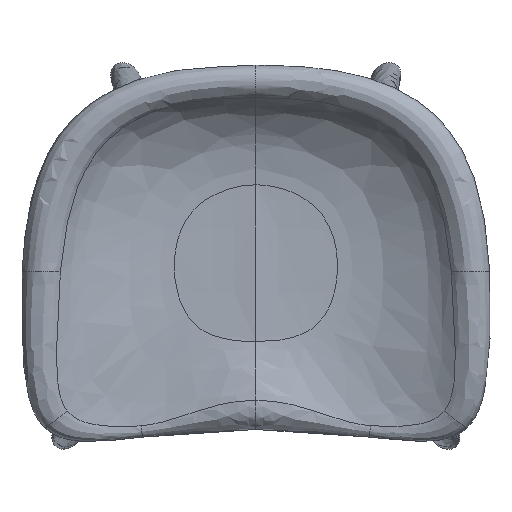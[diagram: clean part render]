
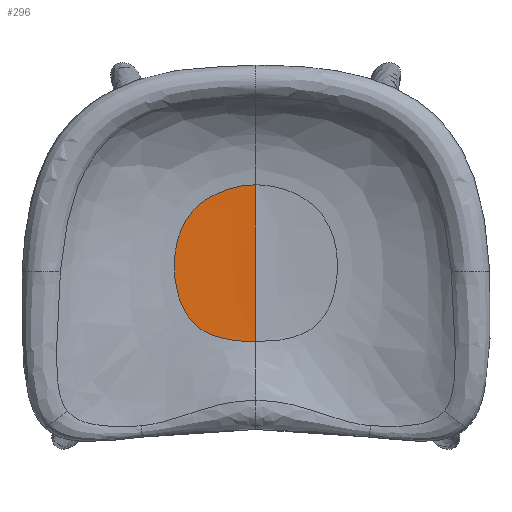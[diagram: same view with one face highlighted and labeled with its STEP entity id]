
A CAD part, top view. The second image highlights one B-rep face of the part: STEP entity #296.
In plain terms, the highlighted free-form (B-spline) face has degree [3, 3] with [7, 12] control points.
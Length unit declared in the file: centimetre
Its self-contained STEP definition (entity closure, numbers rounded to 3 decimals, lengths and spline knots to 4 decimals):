
#40=B_SPLINE_CURVE_WITH_KNOTS('',3,(#4539,#4540,#4541,#4542,#4543,#4544,
#4545,#4546,#4547,#4548,#4549,#4550),.UNSPECIFIED.,.F.,.F.,(4,1,1,1,1,1,
1,1,1,4),(-1.,-0.9365,-0.7742,-0.612,-0.4497,
-0.2875,-0.2064,-0.1252,-0.0441,0.),
 .UNSPECIFIED.);
#53=B_SPLINE_CURVE_WITH_KNOTS('',3,(#4731,#4732,#4733,#4734,#4735,#4736,
#4737,#4738,#4739,#4740,#4741,#4742,#4743,#4744,#4745,#4746,#4747,#4748,
#4749,#4750,#4751,#4752,#4753,#4754,#4755,#4756,#4757,#4758),
 .UNSPECIFIED.,.F.,.F.,(4,1,1,1,1,1,1,1,1,1,1,1,1,1,1,1,1,1,1,1,1,1,1,1,
1,4),(-1.,-0.96,-0.92,-0.88,-0.84,-0.8,-0.76,-0.72,-0.68,-0.64,-0.6,-0.56,
-0.52,-0.48,-0.44,-0.4,-0.36,-0.32,-0.28,-0.24,-0.2,-0.16,-0.12,-0.08,-0.04,
0.),.UNSPECIFIED.);
#113=B_SPLINE_SURFACE_WITH_KNOTS('',3,3,((#1482,#1483,#1484,#1485,#1486,
#1487,#1488,#1489,#1490,#1491,#1492,#1493),(#1494,#1495,#1496,#1497,#1498,
#1499,#1500,#1501,#1502,#1503,#1504,#1505),(#1506,#1507,#1508,#1509,#1510,
#1511,#1512,#1513,#1514,#1515,#1516,#1517),(#1518,#1519,#1520,#1521,#1522,
#1523,#1524,#1525,#1526,#1527,#1528,#1529),(#1530,#1531,#1532,#1533,#1534,
#1535,#1536,#1537,#1538,#1539,#1540,#1541),(#1542,#1543,#1544,#1545,#1546,
#1547,#1548,#1549,#1550,#1551,#1552,#1553),(#1554,#1555,#1556,#1557,#1558,
#1559,#1560,#1561,#1562,#1563,#1564,#1565)),.UNSPECIFIED.,.F.,.F.,.F.,(4,
1,1,1,4),(4,1,1,1,1,1,1,1,1,4),(0.0763,0.25,0.5,0.75,1.0127),
(0.0549,0.1,0.2,0.3,0.4,0.5,0.55,0.6,0.65,0.6836),
 .UNSPECIFIED.);
#296=ADVANCED_FACE('',(#362),#113,.T.);
#362=FACE_OUTER_BOUND('',#428,.T.);
#428=EDGE_LOOP('',(#517,#518));
#517=ORIENTED_EDGE('',*,*,#743,.T.);
#518=ORIENTED_EDGE('',*,*,#730,.T.);
#730=EDGE_CURVE('',#886,#885,#40,.T.);
#743=EDGE_CURVE('',#885,#886,#53,.T.);
#885=VERTEX_POINT('',#4399);
#886=VERTEX_POINT('',#4400);
#1482=CARTESIAN_POINT('',(11.2862,9.0672,76.6686));
#1483=CARTESIAN_POINT('',(11.2819,9.2046,76.6682));
#1484=CARTESIAN_POINT('',(11.2701,9.6976,76.6681));
#1485=CARTESIAN_POINT('',(11.2573,10.9137,76.6717));
#1486=CARTESIAN_POINT('',(11.2457,13.2745,76.6768));
#1487=CARTESIAN_POINT('',(11.2396,16.2286,76.7006));
#1488=CARTESIAN_POINT('',(11.242,18.7077,76.748));
#1489=CARTESIAN_POINT('',(11.2478,20.435,76.7967));
#1490=CARTESIAN_POINT('',(11.2538,21.5639,76.8372));
#1491=CARTESIAN_POINT('',(11.2609,22.4093,76.8776));
#1492=CARTESIAN_POINT('',(11.2666,22.8659,76.9071));
#1493=CARTESIAN_POINT('',(11.2693,23.0411,76.9203));
#1494=CARTESIAN_POINT('',(11.7836,9.0397,76.6554));
#1495=CARTESIAN_POINT('',(11.7798,9.1777,76.6541));
#1496=CARTESIAN_POINT('',(11.7693,9.6729,76.652));
#1497=CARTESIAN_POINT('',(11.7578,10.8945,76.6522));
#1498=CARTESIAN_POINT('',(11.7473,13.2659,76.6534));
#1499=CARTESIAN_POINT('',(11.7418,16.2332,76.674));
#1500=CARTESIAN_POINT('',(11.7438,18.7235,76.7192));
#1501=CARTESIAN_POINT('',(11.7488,20.4584,76.7667));
#1502=CARTESIAN_POINT('',(11.7541,21.5924,76.8066));
#1503=CARTESIAN_POINT('',(11.7604,22.4416,76.8467));
#1504=CARTESIAN_POINT('',(11.7654,22.9003,76.8762));
#1505=CARTESIAN_POINT('',(11.7678,23.0763,76.8894));
#1506=CARTESIAN_POINT('',(12.9968,8.9726,76.6424));
#1507=CARTESIAN_POINT('',(12.994,9.1121,76.6384));
#1508=CARTESIAN_POINT('',(12.9863,9.6127,76.6285));
#1509=CARTESIAN_POINT('',(12.9777,10.8476,76.6188));
#1510=CARTESIAN_POINT('',(12.9698,13.2448,76.6101));
#1511=CARTESIAN_POINT('',(12.9654,16.2443,76.6227));
#1512=CARTESIAN_POINT('',(12.9666,18.7617,76.6628));
#1513=CARTESIAN_POINT('',(12.9701,20.5156,76.7074));
#1514=CARTESIAN_POINT('',(12.9738,21.6619,76.7458));
#1515=CARTESIAN_POINT('',(12.9783,22.5204,76.7852));
#1516=CARTESIAN_POINT('',(12.9819,22.984,76.8145));
#1517=CARTESIAN_POINT('',(12.9836,23.1619,76.8276));
#1518=CARTESIAN_POINT('',(14.9058,8.8663,76.6766));
#1519=CARTESIAN_POINT('',(14.9042,9.0081,76.6659));
#1520=CARTESIAN_POINT('',(14.8998,9.5172,76.6368));
#1521=CARTESIAN_POINT('',(14.895,10.7732,76.6073));
#1522=CARTESIAN_POINT('',(14.8903,13.2111,76.5831));
#1523=CARTESIAN_POINT('',(14.8876,16.2616,76.583));
#1524=CARTESIAN_POINT('',(14.888,18.8218,76.615));
#1525=CARTESIAN_POINT('',(14.8898,20.6054,76.6549));
#1526=CARTESIAN_POINT('',(14.8917,21.7712,76.6909));
#1527=CARTESIAN_POINT('',(14.8942,22.6443,76.729));
#1528=CARTESIAN_POINT('',(14.8961,23.1158,76.758));
#1529=CARTESIAN_POINT('',(14.8971,23.2968,76.7711));
#1530=CARTESIAN_POINT('',(17.0169,8.7588,76.7412));
#1531=CARTESIAN_POINT('',(17.0163,8.903,76.7238));
#1532=CARTESIAN_POINT('',(17.0146,9.4207,76.6751));
#1533=CARTESIAN_POINT('',(17.0127,10.6977,76.6255));
#1534=CARTESIAN_POINT('',(17.0109,13.1767,76.5858));
#1535=CARTESIAN_POINT('',(17.0098,16.2786,76.573));
#1536=CARTESIAN_POINT('',(17.0099,18.8819,76.5968));
#1537=CARTESIAN_POINT('',(17.0105,20.6955,76.632));
#1538=CARTESIAN_POINT('',(17.0113,21.881,76.6654));
#1539=CARTESIAN_POINT('',(17.0122,22.7687,76.7022));
#1540=CARTESIAN_POINT('',(17.0129,23.2482,76.7309));
#1541=CARTESIAN_POINT('',(17.0133,23.4322,76.7439));
#1542=CARTESIAN_POINT('',(18.3958,8.7197,76.7672));
#1543=CARTESIAN_POINT('',(18.3957,8.8648,76.7479));
#1544=CARTESIAN_POINT('',(18.3952,9.3856,76.6942));
#1545=CARTESIAN_POINT('',(18.3947,10.6703,76.6386));
#1546=CARTESIAN_POINT('',(18.3942,13.1641,76.5933));
#1547=CARTESIAN_POINT('',(18.394,16.2846,76.576));
#1548=CARTESIAN_POINT('',(18.394,18.9035,76.5968));
#1549=CARTESIAN_POINT('',(18.3942,20.728,76.6303));
#1550=CARTESIAN_POINT('',(18.3944,21.9205,76.6628));
#1551=CARTESIAN_POINT('',(18.3947,22.8136,76.6991));
#1552=CARTESIAN_POINT('',(18.3949,23.2959,76.7277));
#1553=CARTESIAN_POINT('',(18.395,23.481,76.7407));
#1554=CARTESIAN_POINT('',(19.0933,8.7218,76.7658));
#1555=CARTESIAN_POINT('',(19.0933,8.8669,76.7466));
#1556=CARTESIAN_POINT('',(19.0934,9.3875,76.6931));
#1557=CARTESIAN_POINT('',(19.0935,10.6718,76.6379));
#1558=CARTESIAN_POINT('',(19.0936,13.1648,76.5929));
#1559=CARTESIAN_POINT('',(19.0936,16.2843,76.5759));
#1560=CARTESIAN_POINT('',(19.0936,18.9023,76.5968));
#1561=CARTESIAN_POINT('',(19.0936,20.7262,76.6304));
#1562=CARTESIAN_POINT('',(19.0935,21.9184,76.6629));
#1563=CARTESIAN_POINT('',(19.0935,22.8112,76.6993));
#1564=CARTESIAN_POINT('',(19.0934,23.2933,76.7278));
#1565=CARTESIAN_POINT('',(19.0934,23.4784,76.7409));
#4399=CARTESIAN_POINT('',(18.9922,23.3711,76.7335));
#4400=CARTESIAN_POINT('',(18.9922,8.7801,76.7584));
#4539=CARTESIAN_POINT('',(18.9922,8.7801,76.7584));
#4540=CARTESIAN_POINT('',(18.9922,8.91,76.7423));
#4541=CARTESIAN_POINT('',(18.9922,9.4185,76.6919));
#4542=CARTESIAN_POINT('',(18.9922,10.6717,76.638));
#4543=CARTESIAN_POINT('',(18.9922,13.1647,76.593));
#4544=CARTESIAN_POINT('',(18.9922,16.2843,76.5759));
#4545=CARTESIAN_POINT('',(18.9922,18.9024,76.5968));
#4546=CARTESIAN_POINT('',(18.9922,20.7264,76.6304));
#4547=CARTESIAN_POINT('',(18.9922,21.9185,76.6629));
#4548=CARTESIAN_POINT('',(18.9922,22.7682,76.6975));
#4549=CARTESIAN_POINT('',(18.9922,23.2186,76.7235));
#4550=CARTESIAN_POINT('',(18.9922,23.3711,76.7335));
#4731=CARTESIAN_POINT('',(18.9922,23.3711,76.7335));
#4732=CARTESIAN_POINT('',(18.5345,23.3699,76.7335));
#4733=CARTESIAN_POINT('',(17.6043,23.2895,76.7314));
#4734=CARTESIAN_POINT('',(16.3336,22.9565,76.7247));
#4735=CARTESIAN_POINT('',(15.14,22.4784,76.7209));
#4736=CARTESIAN_POINT('',(14.0504,21.8236,76.7211));
#4737=CARTESIAN_POINT('',(13.3181,21.1777,76.7224));
#4738=CARTESIAN_POINT('',(12.7363,20.446,76.722));
#4739=CARTESIAN_POINT('',(12.2625,19.6973,76.722));
#4740=CARTESIAN_POINT('',(11.8807,18.848,76.7198));
#4741=CARTESIAN_POINT('',(11.6758,18.1207,76.7147));
#4742=CARTESIAN_POINT('',(11.4723,17.1764,76.7077));
#4743=CARTESIAN_POINT('',(11.3948,16.134,76.6961));
#4744=CARTESIAN_POINT('',(11.3965,14.9296,76.683));
#4745=CARTESIAN_POINT('',(11.5708,13.9547,76.6678));
#4746=CARTESIAN_POINT('',(11.8113,12.8188,76.6536));
#4747=CARTESIAN_POINT('',(12.1283,12.0991,76.6422));
#4748=CARTESIAN_POINT('',(12.4707,11.3983,76.6336));
#4749=CARTESIAN_POINT('',(12.8836,10.8502,76.6276));
#4750=CARTESIAN_POINT('',(13.2429,10.4172,76.6261));
#4751=CARTESIAN_POINT('',(13.7101,10.0457,76.6272));
#4752=CARTESIAN_POINT('',(14.2369,9.6937,76.6346));
#4753=CARTESIAN_POINT('',(14.9407,9.3561,76.6515));
#4754=CARTESIAN_POINT('',(15.8399,9.0935,76.6817));
#4755=CARTESIAN_POINT('',(16.748,8.9147,76.7157));
#4756=CARTESIAN_POINT('',(17.7196,8.8108,76.7457));
#4757=CARTESIAN_POINT('',(18.5417,8.7811,76.7583));
#4758=CARTESIAN_POINT('',(18.9922,8.7801,76.7584));
